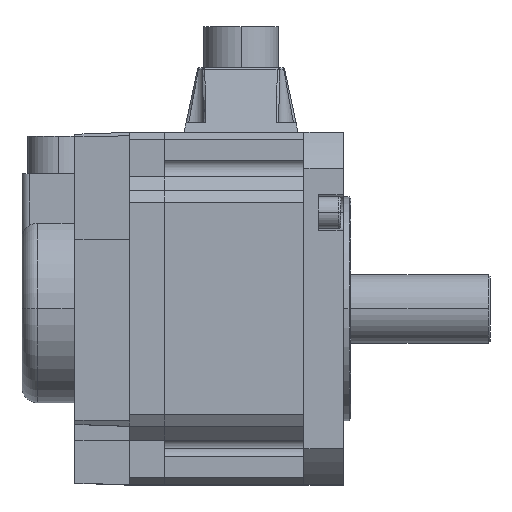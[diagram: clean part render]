
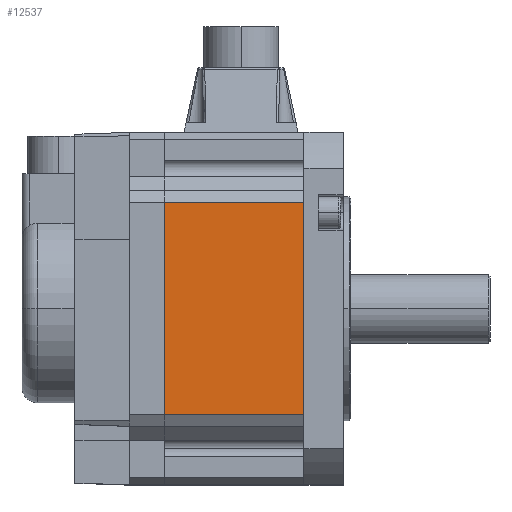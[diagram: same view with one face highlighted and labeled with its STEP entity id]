
A CAD part, top view. The second image highlights one B-rep face of the part: STEP entity #12537.
In plain terms, the highlighted planar face has unit normal (0, 0, 1).
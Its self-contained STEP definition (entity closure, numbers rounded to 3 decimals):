
#185 = EDGE_CURVE ( 'NONE', #8378, #6083, #5976, .T. ) ;
#483 = DIRECTION ( 'NONE',  ( -1., 0., 0. ) ) ;
#536 = LINE ( 'NONE', #1820, #12365 ) ;
#751 = FACE_OUTER_BOUND ( 'NONE', #1089, .T. ) ;
#1089 = EDGE_LOOP ( 'NONE', ( #5177, #1519, #6558, #13995 ) ) ;
#1477 = DIRECTION ( 'NONE',  ( 0., -1., 0. ) ) ;
#1519 = ORIENTED_EDGE ( 'NONE', *, *, #8957, .F. ) ;
#1532 = CARTESIAN_POINT ( 'NONE',  ( -35.5, -90., 90. ) ) ;
#1760 = LINE ( 'NONE', #10928, #10569 ) ;
#1820 = CARTESIAN_POINT ( 'NONE',  ( 55.5, -54.2, 90. ) ) ;
#1919 = CARTESIAN_POINT ( 'NONE',  ( 35.5, -54.2, 90. ) ) ;
#2006 = CARTESIAN_POINT ( 'NONE',  ( 35.5, -90., 90. ) ) ;
#2065 = DIRECTION ( 'NONE',  ( 0., 0., -1. ) ) ;
#2892 = VECTOR ( 'NONE', #1477, 1000. ) ;
#4336 = CARTESIAN_POINT ( 'NONE',  ( 35.5, -90., 90. ) ) ;
#4477 = CARTESIAN_POINT ( 'NONE',  ( -35.5, -54.2, 90. ) ) ;
#5177 = ORIENTED_EDGE ( 'NONE', *, *, #185, .T. ) ;
#5931 = EDGE_CURVE ( 'NONE', #11882, #8378, #1760, .T. ) ;
#5976 = LINE ( 'NONE', #1532, #2892 ) ;
#6083 = VERTEX_POINT ( 'NONE', #4477 ) ;
#6558 = ORIENTED_EDGE ( 'NONE', *, *, #7561, .F. ) ;
#6674 = PLANE ( 'NONE',  #7423 ) ;
#7423 = AXIS2_PLACEMENT_3D ( 'NONE', #2006, #2065, #10076 ) ;
#7561 = EDGE_CURVE ( 'NONE', #11882, #9073, #12640, .T. ) ;
#8378 = VERTEX_POINT ( 'NONE', #12058 ) ;
#8957 = EDGE_CURVE ( 'NONE', #9073, #6083, #536, .T. ) ;
#9073 = VERTEX_POINT ( 'NONE', #1919 ) ;
#9676 = VECTOR ( 'NONE', #11111, 1000. ) ;
#10076 = DIRECTION ( 'NONE',  ( -1., 0., 0. ) ) ;
#10569 = VECTOR ( 'NONE', #483, 1000. ) ;
#10928 = CARTESIAN_POINT ( 'NONE',  ( 55.5, 54.2, 90. ) ) ;
#10989 = DIRECTION ( 'NONE',  ( -1., 0., 0. ) ) ;
#11111 = DIRECTION ( 'NONE',  ( 0., -1., 0. ) ) ;
#11882 = VERTEX_POINT ( 'NONE', #14422 ) ;
#12058 = CARTESIAN_POINT ( 'NONE',  ( -35.5, 54.2, 90. ) ) ;
#12365 = VECTOR ( 'NONE', #10989, 1000. ) ;
#12537 = ADVANCED_FACE ( 'NONE', ( #751 ), #6674, .F. ) ;
#12640 = LINE ( 'NONE', #4336, #9676 ) ;
#13995 = ORIENTED_EDGE ( 'NONE', *, *, #5931, .T. ) ;
#14422 = CARTESIAN_POINT ( 'NONE',  ( 35.5, 54.2, 90. ) ) ;
